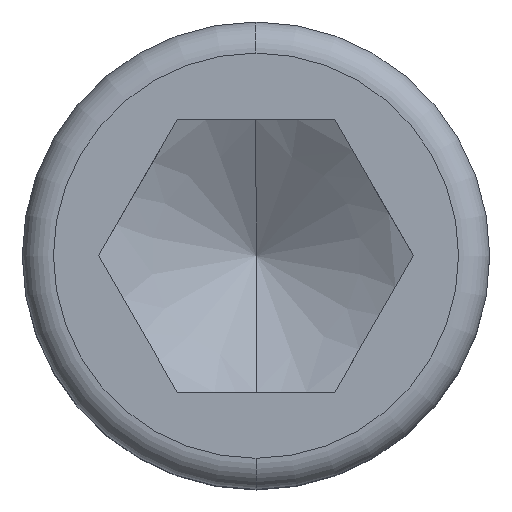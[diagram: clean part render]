
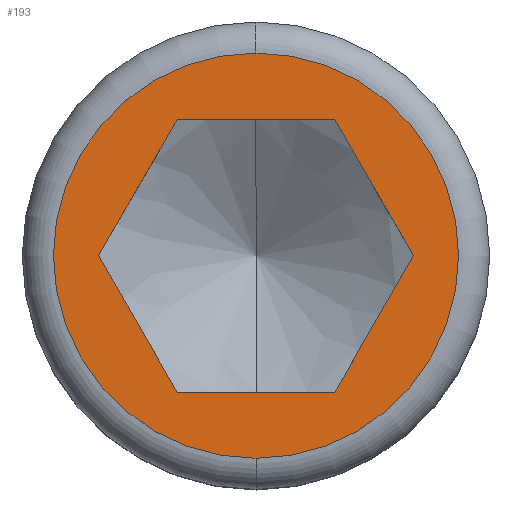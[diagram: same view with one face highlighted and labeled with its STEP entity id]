
A CAD part, top view. The second image highlights one B-rep face of the part: STEP entity #193.
In plain terms, the highlighted planar face has unit normal (0, 0, 1).
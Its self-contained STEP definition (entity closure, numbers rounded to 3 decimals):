
#171=EDGE_CURVE('',#247,#181,#414,.T.);
#175=EDGE_CURVE('',#325,#291,#419,.T.);
#181=VERTEX_POINT('',#425);
#193=ADVANCED_FACE('',(#437,#438),#439,.T.);
#203=EDGE_CURVE('',#291,#325,#449,.T.);
#223=EDGE_CURVE('',#235,#247,#470,.T.);
#227=EDGE_CURVE('',#317,#285,#474,.T.);
#235=VERTEX_POINT('',#483);
#247=VERTEX_POINT('',#497);
#275=EDGE_CURVE('',#285,#235,#529,.T.);
#285=VERTEX_POINT('',#541);
#291=VERTEX_POINT('',#548);
#295=EDGE_CURVE('',#349,#317,#552,.T.);
#317=VERTEX_POINT('',#577);
#325=VERTEX_POINT('',#585);
#337=EDGE_CURVE('',#181,#349,#599,.T.);
#349=VERTEX_POINT('',#613);
#414=LINE('',#680,#681);
#419=CIRCLE('',#687,10.4);
#425=CARTESIAN_POINT('',(4.043,-7.002,16.));
#437=FACE_BOUND('',#719,.T.);
#438=FACE_OUTER_BOUND('',#720,.T.);
#439=PLANE('',#721);
#449=CIRCLE('',#735,10.4);
#470=LINE('',#763,#764);
#474=LINE('',#771,#772);
#483=CARTESIAN_POINT('',(4.043,7.002,16.));
#497=CARTESIAN_POINT('',(8.085,0.0,16.));
#529=LINE('',#859,#860);
#541=CARTESIAN_POINT('',(-4.043,7.002,16.));
#548=CARTESIAN_POINT('',(0.,-10.4,16.));
#552=LINE('',#895,#896);
#577=CARTESIAN_POINT('',(-8.085,0.0,16.));
#585=CARTESIAN_POINT('',(0.,10.4,16.));
#599=LINE('',#970,#971);
#613=CARTESIAN_POINT('',(-4.042,-7.002,16.));
#680=CARTESIAN_POINT('',(5.053,-5.251,16.));
#681=VECTOR('',#1076,1.0);
#687=AXIS2_PLACEMENT_3D('',#1085,#1086,#1087);
#719=EDGE_LOOP('',(#1096,#1097,#1098,#1099,#1100,#1101));
#720=EDGE_LOOP('',(#1102,#1103));
#721=AXIS2_PLACEMENT_3D('',#1104,#1105,#1106);
#735=AXIS2_PLACEMENT_3D('',#1111,#1112,#1113);
#763=CARTESIAN_POINT('',(7.074,1.75,16.));
#764=VECTOR('',#1135,1.0);
#771=CARTESIAN_POINT('',(-5.053,5.251,16.));
#772=VECTOR('',#1137,1.0);
#859=CARTESIAN_POINT('',(2.021,7.002,16.));
#860=VECTOR('',#1198,1.0);
#895=CARTESIAN_POINT('',(-7.074,-1.75,16.));
#896=VECTOR('',#1226,1.0);
#970=CARTESIAN_POINT('',(-2.021,-7.002,16.));
#971=VECTOR('',#1279,1.0);
#1076=DIRECTION('',(-0.5,-0.866,0.0));
#1085=CARTESIAN_POINT('',(0.,0.,16.));
#1086=DIRECTION('',(0.0,0.0,1.0));
#1087=DIRECTION('',(-1.0,0.0,0.0));
#1096=ORIENTED_EDGE('',*,*,#295,.T.);
#1097=ORIENTED_EDGE('',*,*,#227,.T.);
#1098=ORIENTED_EDGE('',*,*,#275,.T.);
#1099=ORIENTED_EDGE('',*,*,#223,.T.);
#1100=ORIENTED_EDGE('',*,*,#171,.T.);
#1101=ORIENTED_EDGE('',*,*,#337,.T.);
#1102=ORIENTED_EDGE('',*,*,#203,.T.);
#1103=ORIENTED_EDGE('',*,*,#175,.T.);
#1104=CARTESIAN_POINT('',(0.,-10.043,16.));
#1105=DIRECTION('',(0.0,0.0,1.0));
#1106=DIRECTION('',(0.,-1.0,0.0));
#1111=CARTESIAN_POINT('',(0.,0.,16.));
#1112=DIRECTION('',(0.0,0.0,1.0));
#1113=DIRECTION('',(-1.0,0.0,0.0));
#1135=DIRECTION('',(0.5,-0.866,0.0));
#1137=DIRECTION('',(0.5,0.866,0.0));
#1198=DIRECTION('',(1.0,0.0,0.0));
#1226=DIRECTION('',(-0.5,0.866,0.0));
#1279=DIRECTION('',(-1.0,0.0,0.0));
